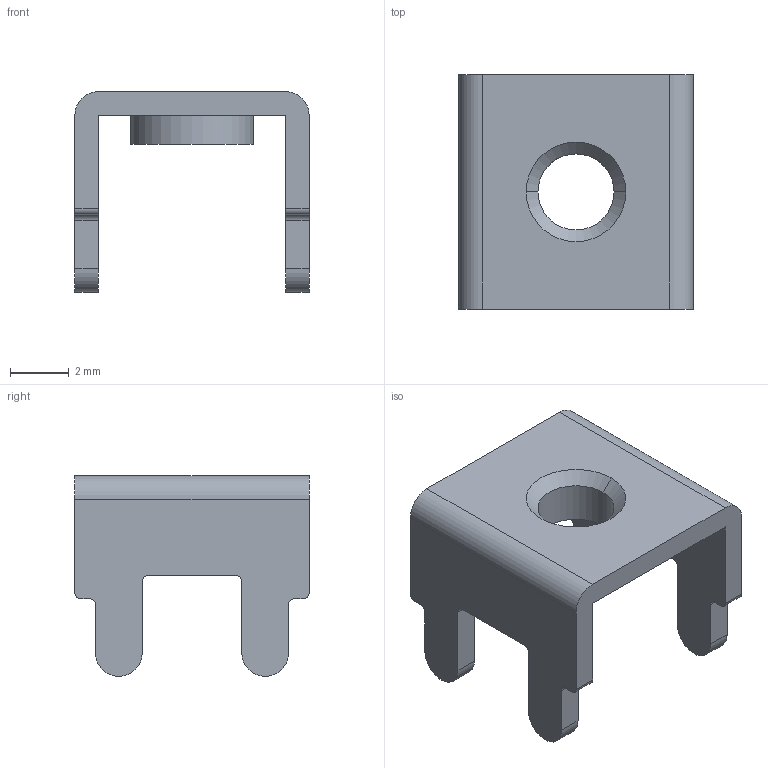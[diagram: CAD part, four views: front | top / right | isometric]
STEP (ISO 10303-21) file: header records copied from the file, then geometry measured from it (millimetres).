
FILE_DESCRIPTION(('FreeCAD Model'),'2;1');
FILE_NAME('Open CASCADE Shape Model','2024-08-28T12:00:51',( 'kicad StepUp'),('ksu MCAD'),'Open CASCADE STEP processor 7.6', 'FreeCAD','Unknown');
FILE_SCHEMA(('AUTOMOTIVE_DESIGN { 1 0 10303 214 1 1 1 1 }'));
Length unit declared in the file: millimetre
Products named in the file (1): Fusion001
Bounding box: 8 x 8 x 6.85 mm (x, y, z)
Volume: 104.5 mm3; surface area: 320.2 mm2
Topology: 1 solids, 1 shells, 45 faces, 128 edges, 86 vertices
Faces by surface type: plane 23, cylinder 20, cone 2
Full cylindrical faces by diameter (mm): 2.6 x1, 4.2 x1
Entity records: 1508 total; most frequent: DIRECTION 264, CARTESIAN_POINT 262, ORIENTED_EDGE 256, EDGE_CURVE 128, AXIS2_PLACEMENT_3D 92, VERTEX_POINT 86, LINE 80, VECTOR 80
